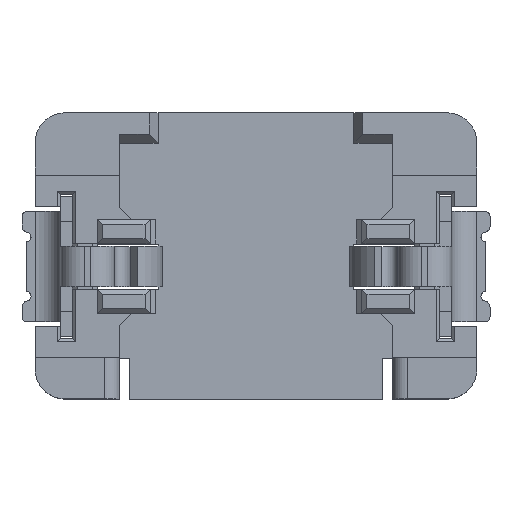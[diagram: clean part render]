
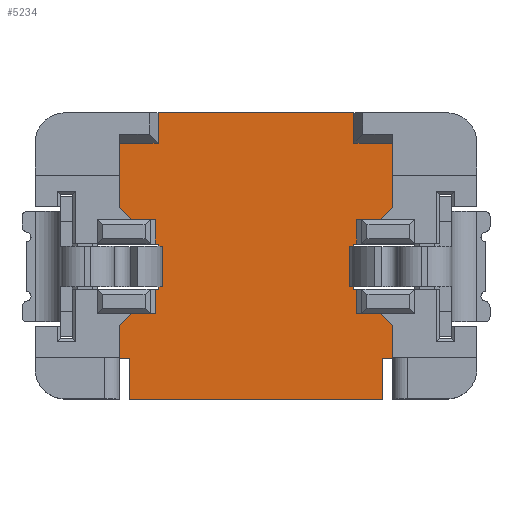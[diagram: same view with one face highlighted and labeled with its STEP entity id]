
A CAD part, top view. The second image highlights one B-rep face of the part: STEP entity #5234.
In plain terms, the highlighted planar face has unit normal (0, 0, 1).
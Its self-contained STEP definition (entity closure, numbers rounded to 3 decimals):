
#188=DIRECTION('',(-1.,0.,0.));
#189=VECTOR('',#188,1.95);
#190=CARTESIAN_POINT('',(0.975,1.425,-1.1));
#191=LINE('',#190,#189);
#1328=DIRECTION('',(0.,-1.,0.));
#1329=VECTOR('',#1328,0.645);
#1330=CARTESIAN_POINT('',(-1.36,1.125,-1.1));
#1331=LINE('',#1330,#1329);
#1348=DIRECTION('',(0.,-1.,0.));
#1349=VECTOR('',#1348,0.24);
#1350=CARTESIAN_POINT('',(1.005,-0.33,-1.1));
#1351=LINE('',#1350,#1349);
#1352=DIRECTION('',(0.707,-0.707,0.));
#1353=VECTOR('',#1352,0.17);
#1354=CARTESIAN_POINT('',(1.24,-0.57,-1.1));
#1355=LINE('',#1354,#1353);
#1356=DIRECTION('',(1.,0.,0.));
#1357=VECTOR('',#1356,0.1);
#1358=CARTESIAN_POINT('',(1.26,-1.015,-1.1));
#1359=LINE('',#1358,#1357);
#1360=DIRECTION('',(0.,1.,0.));
#1361=VECTOR('',#1360,0.41);
#1362=CARTESIAN_POINT('',(1.26,-1.425,-1.1));
#1363=LINE('',#1362,#1361);
#1364=DIRECTION('',(0.,1.,0.));
#1365=VECTOR('',#1364,0.41);
#1366=CARTESIAN_POINT('',(-1.26,-1.425,-1.1));
#1367=LINE('',#1366,#1365);
#1368=DIRECTION('',(1.,0.,0.));
#1369=VECTOR('',#1368,0.1);
#1370=CARTESIAN_POINT('',(-1.36,-1.015,-1.1));
#1371=LINE('',#1370,#1369);
#1372=DIRECTION('',(0.707,0.707,0.));
#1373=VECTOR('',#1372,0.17);
#1374=CARTESIAN_POINT('',(-1.36,-0.69,-1.1));
#1375=LINE('',#1374,#1373);
#1376=DIRECTION('',(0.,1.,0.));
#1377=VECTOR('',#1376,0.24);
#1378=CARTESIAN_POINT('',(-1.005,-0.57,-1.1));
#1379=LINE('',#1378,#1377);
#1380=DIRECTION('',(1.,0.,0.));
#1381=VECTOR('',#1380,0.035);
#1382=CARTESIAN_POINT('',(-1.005,-0.33,-1.1));
#1383=LINE('',#1382,#1381);
#1384=DIRECTION('',(0.,1.,0.));
#1385=VECTOR('',#1384,0.45);
#1386=CARTESIAN_POINT('',(-0.97,-0.33,-1.1));
#1387=LINE('',#1386,#1385);
#1388=DIRECTION('',(1.,0.,0.));
#1389=VECTOR('',#1388,0.035);
#1390=CARTESIAN_POINT('',(-1.005,0.12,-1.1));
#1391=LINE('',#1390,#1389);
#1392=DIRECTION('',(0.,1.,0.));
#1393=VECTOR('',#1392,0.24);
#1394=CARTESIAN_POINT('',(-1.005,0.12,-1.1));
#1395=LINE('',#1394,#1393);
#1396=DIRECTION('',(-0.707,0.707,0.));
#1397=VECTOR('',#1396,0.17);
#1398=CARTESIAN_POINT('',(-1.24,0.36,-1.1));
#1399=LINE('',#1398,#1397);
#1400=DIRECTION('',(-1.,0.,0.));
#1401=VECTOR('',#1400,0.385);
#1402=CARTESIAN_POINT('',(-0.975,1.125,-1.1));
#1403=LINE('',#1402,#1401);
#1404=DIRECTION('',(0.,-1.,0.));
#1405=VECTOR('',#1404,0.3);
#1406=CARTESIAN_POINT('',(-0.975,1.425,-1.1));
#1407=LINE('',#1406,#1405);
#1408=DIRECTION('',(0.,1.,0.));
#1409=VECTOR('',#1408,0.3);
#1410=CARTESIAN_POINT('',(0.975,1.125,-1.1));
#1411=LINE('',#1410,#1409);
#1412=DIRECTION('',(-1.,0.,0.));
#1413=VECTOR('',#1412,0.385);
#1414=CARTESIAN_POINT('',(1.36,1.125,-1.1));
#1415=LINE('',#1414,#1413);
#1416=DIRECTION('',(-0.707,-0.707,0.));
#1417=VECTOR('',#1416,0.17);
#1418=CARTESIAN_POINT('',(1.36,0.48,-1.1));
#1419=LINE('',#1418,#1417);
#1420=DIRECTION('',(0.,-1.,0.));
#1421=VECTOR('',#1420,0.24);
#1422=CARTESIAN_POINT('',(1.005,0.36,-1.1));
#1423=LINE('',#1422,#1421);
#1424=DIRECTION('',(-1.,0.,0.));
#1425=VECTOR('',#1424,0.035);
#1426=CARTESIAN_POINT('',(1.005,0.12,-1.1));
#1427=LINE('',#1426,#1425);
#1428=DIRECTION('',(0.,-1.,0.));
#1429=VECTOR('',#1428,0.45);
#1430=CARTESIAN_POINT('',(0.97,0.12,-1.1));
#1431=LINE('',#1430,#1429);
#1432=DIRECTION('',(-1.,0.,0.));
#1433=VECTOR('',#1432,0.035);
#1434=CARTESIAN_POINT('',(1.005,-0.33,-1.1));
#1435=LINE('',#1434,#1433);
#1552=DIRECTION('',(1.,0.,0.));
#1553=VECTOR('',#1552,0.235);
#1554=CARTESIAN_POINT('',(-1.24,0.36,-1.1));
#1555=LINE('',#1554,#1553);
#1604=DIRECTION('',(-1.,0.,0.));
#1605=VECTOR('',#1604,0.235);
#1606=CARTESIAN_POINT('',(-1.005,-0.57,-1.1));
#1607=LINE('',#1606,#1605);
#1652=DIRECTION('',(0.,-1.,0.));
#1653=VECTOR('',#1652,0.325);
#1654=CARTESIAN_POINT('',(-1.36,-0.69,-1.1));
#1655=LINE('',#1654,#1653);
#1677=DIRECTION('',(1.,0.,0.));
#1678=VECTOR('',#1677,2.52);
#1679=CARTESIAN_POINT('',(-1.26,-1.425,-1.1));
#1680=LINE('',#1679,#1678);
#1763=DIRECTION('',(0.,1.,0.));
#1764=VECTOR('',#1763,0.325);
#1765=CARTESIAN_POINT('',(1.36,-1.015,-1.1));
#1766=LINE('',#1765,#1764);
#2676=DIRECTION('',(0.,1.,0.));
#2677=VECTOR('',#2676,0.645);
#2678=CARTESIAN_POINT('',(1.36,0.48,-1.1));
#2679=LINE('',#2678,#2677);
#2716=DIRECTION('',(1.,0.,0.));
#2717=VECTOR('',#2716,0.235);
#2718=CARTESIAN_POINT('',(1.005,0.36,-1.1));
#2719=LINE('',#2718,#2717);
#2784=DIRECTION('',(-1.,0.,0.));
#2785=VECTOR('',#2784,0.235);
#2786=CARTESIAN_POINT('',(1.24,-0.57,-1.1));
#2787=LINE('',#2786,#2785);
#2884=CARTESIAN_POINT('',(-0.975,1.125,-1.1));
#2885=CARTESIAN_POINT('',(-1.36,1.125,-1.1));
#2886=VERTEX_POINT('',#2884);
#2887=VERTEX_POINT('',#2885);
#2888=CARTESIAN_POINT('',(1.36,1.125,-1.1));
#2889=CARTESIAN_POINT('',(0.975,1.125,-1.1));
#2890=VERTEX_POINT('',#2888);
#2891=VERTEX_POINT('',#2889);
#2898=CARTESIAN_POINT('',(0.975,1.425,-1.1));
#2899=CARTESIAN_POINT('',(-0.975,1.425,-1.1));
#2900=VERTEX_POINT('',#2898);
#2901=VERTEX_POINT('',#2899);
#2928=CARTESIAN_POINT('',(-1.36,-0.69,-1.1));
#2930=VERTEX_POINT('',#2928);
#2932=CARTESIAN_POINT('',(-1.36,0.48,-1.1));
#2933=VERTEX_POINT('',#2932);
#2934=CARTESIAN_POINT('',(1.36,0.48,-1.1));
#2935=VERTEX_POINT('',#2934);
#2936=CARTESIAN_POINT('',(1.36,-0.69,-1.1));
#2938=VERTEX_POINT('',#2936);
#2956=CARTESIAN_POINT('',(-1.24,-0.57,-1.1));
#2957=VERTEX_POINT('',#2956);
#2958=CARTESIAN_POINT('',(-1.24,0.36,-1.1));
#2959=VERTEX_POINT('',#2958);
#2960=CARTESIAN_POINT('',(1.24,0.36,-1.1));
#2961=VERTEX_POINT('',#2960);
#2962=CARTESIAN_POINT('',(1.24,-0.57,-1.1));
#2963=VERTEX_POINT('',#2962);
#2984=CARTESIAN_POINT('',(-1.26,-1.425,-1.1));
#2985=VERTEX_POINT('',#2984);
#2986=CARTESIAN_POINT('',(1.26,-1.425,-1.1));
#2987=VERTEX_POINT('',#2986);
#2992=CARTESIAN_POINT('',(-1.36,-1.015,-1.1));
#2993=CARTESIAN_POINT('',(-1.26,-1.015,-1.1));
#2994=VERTEX_POINT('',#2992);
#2995=VERTEX_POINT('',#2993);
#2996=CARTESIAN_POINT('',(1.26,-1.015,-1.1));
#2997=CARTESIAN_POINT('',(1.36,-1.015,-1.1));
#2998=VERTEX_POINT('',#2996);
#2999=VERTEX_POINT('',#2997);
#3280=CARTESIAN_POINT('',(-0.97,-0.33,-1.1));
#3281=CARTESIAN_POINT('',(-0.97,0.12,-1.1));
#3282=VERTEX_POINT('',#3280);
#3283=VERTEX_POINT('',#3281);
#3284=CARTESIAN_POINT('',(0.97,0.12,-1.1));
#3285=CARTESIAN_POINT('',(0.97,-0.33,-1.1));
#3286=VERTEX_POINT('',#3284);
#3287=VERTEX_POINT('',#3285);
#3593=CARTESIAN_POINT('',(-1.005,-0.33,-1.1));
#3595=VERTEX_POINT('',#3593);
#3597=CARTESIAN_POINT('',(1.005,0.12,-1.1));
#3599=VERTEX_POINT('',#3597);
#3600=CARTESIAN_POINT('',(1.005,-0.33,-1.1));
#3602=VERTEX_POINT('',#3600);
#3605=CARTESIAN_POINT('',(1.005,-0.57,-1.1));
#3607=VERTEX_POINT('',#3605);
#3616=CARTESIAN_POINT('',(-1.005,-0.57,-1.1));
#3618=VERTEX_POINT('',#3616);
#3680=CARTESIAN_POINT('',(1.005,0.36,-1.1));
#3681=VERTEX_POINT('',#3680);
#3684=CARTESIAN_POINT('',(-1.005,0.12,-1.1));
#3685=CARTESIAN_POINT('',(-1.005,0.36,-1.1));
#3686=VERTEX_POINT('',#3684);
#3687=VERTEX_POINT('',#3685);
#5171=CARTESIAN_POINT('',(0.,0.,-1.1));
#5172=DIRECTION('',(0.,0.,1.));
#5173=DIRECTION('',(1.,0.,0.));
#5174=AXIS2_PLACEMENT_3D('',#5171,#5172,#5173);
#5175=PLANE('',#5174);
#5177=ORIENTED_EDGE('',*,*,#5176,.T.);
#5179=ORIENTED_EDGE('',*,*,#5178,.F.);
#5181=ORIENTED_EDGE('',*,*,#5180,.T.);
#5183=ORIENTED_EDGE('',*,*,#5182,.F.);
#5185=ORIENTED_EDGE('',*,*,#5184,.F.);
#5187=ORIENTED_EDGE('',*,*,#5186,.F.);
#5189=ORIENTED_EDGE('',*,*,#5188,.F.);
#5191=ORIENTED_EDGE('',*,*,#5190,.T.);
#5193=ORIENTED_EDGE('',*,*,#5192,.F.);
#5195=ORIENTED_EDGE('',*,*,#5194,.F.);
#5197=ORIENTED_EDGE('',*,*,#5196,.T.);
#5199=ORIENTED_EDGE('',*,*,#5198,.F.);
#5201=ORIENTED_EDGE('',*,*,#5200,.T.);
#5202=ORIENTED_EDGE('',*,*,#4366,.T.);
#5204=ORIENTED_EDGE('',*,*,#5203,.T.);
#5205=ORIENTED_EDGE('',*,*,#4798,.F.);
#5207=ORIENTED_EDGE('',*,*,#5206,.T.);
#5209=ORIENTED_EDGE('',*,*,#5208,.F.);
#5211=ORIENTED_EDGE('',*,*,#5210,.T.);
#5212=ORIENTED_EDGE('',*,*,#5135,.F.);
#5213=ORIENTED_EDGE('',*,*,#5152,.F.);
#5214=ORIENTED_EDGE('',*,*,#5165,.F.);
#5215=ORIENTED_EDGE('',*,*,#3839,.F.);
#5217=ORIENTED_EDGE('',*,*,#5216,.F.);
#5219=ORIENTED_EDGE('',*,*,#5218,.F.);
#5221=ORIENTED_EDGE('',*,*,#5220,.F.);
#5223=ORIENTED_EDGE('',*,*,#5222,.T.);
#5225=ORIENTED_EDGE('',*,*,#5224,.F.);
#5227=ORIENTED_EDGE('',*,*,#5226,.T.);
#5228=ORIENTED_EDGE('',*,*,#4820,.T.);
#5230=ORIENTED_EDGE('',*,*,#5229,.T.);
#5231=ORIENTED_EDGE('',*,*,#4413,.F.);
#5232=EDGE_LOOP('',(#5177,#5179,#5181,#5183,#5185,#5187,#5189,#5191,#5193,#5195,
#5197,#5199,#5201,#5202,#5204,#5205,#5207,#5209,#5211,#5212,#5213,#5214,#5215,
#5217,#5219,#5221,#5223,#5225,#5227,#5228,#5230,#5231));
#5233=FACE_OUTER_BOUND('',#5232,.F.);
#5234=ADVANCED_FACE('',(#5233),#5175,.T.);
#3839=EDGE_CURVE('',#2900,#2901,#191,.T.);
#4366=EDGE_CURVE('',#3595,#3282,#1383,.T.);
#4413=EDGE_CURVE('',#3602,#3287,#1435,.T.);
#4798=EDGE_CURVE('',#3686,#3283,#1391,.T.);
#4820=EDGE_CURVE('',#3599,#3286,#1427,.T.);
#5135=EDGE_CURVE('',#2887,#2933,#1331,.T.);
#5152=EDGE_CURVE('',#2886,#2887,#1403,.T.);
#5165=EDGE_CURVE('',#2901,#2886,#1407,.T.);
#5176=EDGE_CURVE('',#3602,#3607,#1351,.T.);
#5178=EDGE_CURVE('',#2963,#3607,#2787,.T.);
#5180=EDGE_CURVE('',#2963,#2938,#1355,.T.);
#5182=EDGE_CURVE('',#2999,#2938,#1766,.T.);
#5184=EDGE_CURVE('',#2998,#2999,#1359,.T.);
#5186=EDGE_CURVE('',#2987,#2998,#1363,.T.);
#5188=EDGE_CURVE('',#2985,#2987,#1680,.T.);
#5190=EDGE_CURVE('',#2985,#2995,#1367,.T.);
#5192=EDGE_CURVE('',#2994,#2995,#1371,.T.);
#5194=EDGE_CURVE('',#2930,#2994,#1655,.T.);
#5196=EDGE_CURVE('',#2930,#2957,#1375,.T.);
#5198=EDGE_CURVE('',#3618,#2957,#1607,.T.);
#5200=EDGE_CURVE('',#3618,#3595,#1379,.T.);
#5203=EDGE_CURVE('',#3282,#3283,#1387,.T.);
#5206=EDGE_CURVE('',#3686,#3687,#1395,.T.);
#5208=EDGE_CURVE('',#2959,#3687,#1555,.T.);
#5210=EDGE_CURVE('',#2959,#2933,#1399,.T.);
#5216=EDGE_CURVE('',#2891,#2900,#1411,.T.);
#5218=EDGE_CURVE('',#2890,#2891,#1415,.T.);
#5220=EDGE_CURVE('',#2935,#2890,#2679,.T.);
#5222=EDGE_CURVE('',#2935,#2961,#1419,.T.);
#5224=EDGE_CURVE('',#3681,#2961,#2719,.T.);
#5226=EDGE_CURVE('',#3681,#3599,#1423,.T.);
#5229=EDGE_CURVE('',#3286,#3287,#1431,.T.);
